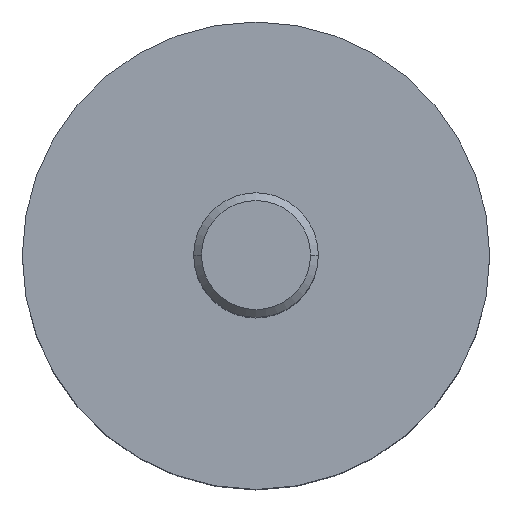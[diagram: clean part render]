
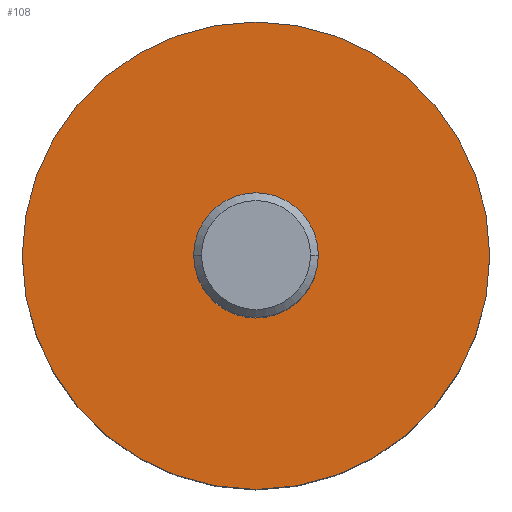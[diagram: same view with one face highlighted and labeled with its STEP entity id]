
A CAD part, top view. The second image highlights one B-rep face of the part: STEP entity #108.
In plain terms, the highlighted planar face has unit normal (0, 0, 1).
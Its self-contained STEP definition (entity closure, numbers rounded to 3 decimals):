
#2 = PLANE ( 'NONE',  #122 ) ;
#8 = EDGE_CURVE ( 'NONE', #215, #329, #227, .T. ) ;
#27 = VERTEX_POINT ( 'NONE', #174 ) ;
#36 = EDGE_LOOP ( 'NONE', ( #117, #278 ) ) ;
#40 = CIRCLE ( 'NONE', #315, 15. ) ;
#72 = DIRECTION ( 'NONE',  ( 1., 0., 0. ) ) ;
#76 = ORIENTED_EDGE ( 'NONE', *, *, #8, .F. ) ;
#79 = EDGE_CURVE ( 'NONE', #27, #160, #40, .T. ) ;
#80 = FACE_OUTER_BOUND ( 'NONE', #36, .T. ) ;
#84 = DIRECTION ( 'NONE',  ( 0., 0., 1. ) ) ;
#85 = CIRCLE ( 'NONE', #91, 4. ) ;
#91 = AXIS2_PLACEMENT_3D ( 'NONE', #277, #243, #72 ) ;
#100 = CARTESIAN_POINT ( 'NONE',  ( -4., 0., 20. ) ) ;
#108 = ADVANCED_FACE ( 'NONE', ( #149, #80 ), #2, .T. ) ;
#110 = CIRCLE ( 'NONE', #309, 15. ) ;
#112 = DIRECTION ( 'NONE',  ( 1., 0., 0. ) ) ;
#117 = ORIENTED_EDGE ( 'NONE', *, *, #322, .T. ) ;
#122 = AXIS2_PLACEMENT_3D ( 'NONE', #384, #84, #112 ) ;
#132 = DIRECTION ( 'NONE',  ( 1., 0., 0. ) ) ;
#145 = CARTESIAN_POINT ( 'NONE',  ( 0., 0., 20. ) ) ;
#149 = FACE_BOUND ( 'NONE', #221, .T. ) ;
#160 = VERTEX_POINT ( 'NONE', #299 ) ;
#173 = DIRECTION ( 'NONE',  ( 1., 0., 0. ) ) ;
#174 = CARTESIAN_POINT ( 'NONE',  ( 15., 0., 20. ) ) ;
#205 = DIRECTION ( 'NONE',  ( 1., 0., 0. ) ) ;
#215 = VERTEX_POINT ( 'NONE', #365 ) ;
#221 = EDGE_LOOP ( 'NONE', ( #313, #76 ) ) ;
#227 = CIRCLE ( 'NONE', #234, 4. ) ;
#234 = AXIS2_PLACEMENT_3D ( 'NONE', #355, #326, #173 ) ;
#243 = DIRECTION ( 'NONE',  ( 0., 0., 1. ) ) ;
#245 = DIRECTION ( 'NONE',  ( 0., 0., 1. ) ) ;
#264 = DIRECTION ( 'NONE',  ( 0., 0., 1. ) ) ;
#277 = CARTESIAN_POINT ( 'NONE',  ( 0., 0., 20. ) ) ;
#278 = ORIENTED_EDGE ( 'NONE', *, *, #79, .T. ) ;
#299 = CARTESIAN_POINT ( 'NONE',  ( -15., 0., 20. ) ) ;
#304 = CARTESIAN_POINT ( 'NONE',  ( 0., 0., 20. ) ) ;
#309 = AXIS2_PLACEMENT_3D ( 'NONE', #304, #245, #132 ) ;
#313 = ORIENTED_EDGE ( 'NONE', *, *, #383, .F. ) ;
#315 = AXIS2_PLACEMENT_3D ( 'NONE', #145, #264, #205 ) ;
#322 = EDGE_CURVE ( 'NONE', #160, #27, #110, .T. ) ;
#326 = DIRECTION ( 'NONE',  ( 0., 0., 1. ) ) ;
#329 = VERTEX_POINT ( 'NONE', #100 ) ;
#355 = CARTESIAN_POINT ( 'NONE',  ( 0., 0., 20. ) ) ;
#365 = CARTESIAN_POINT ( 'NONE',  ( 4., 0., 20. ) ) ;
#383 = EDGE_CURVE ( 'NONE', #329, #215, #85, .T. ) ;
#384 = CARTESIAN_POINT ( 'NONE',  ( 0., 0., 20. ) ) ;
